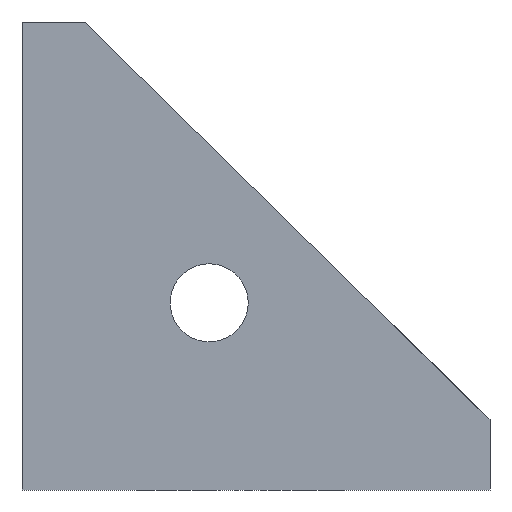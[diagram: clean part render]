
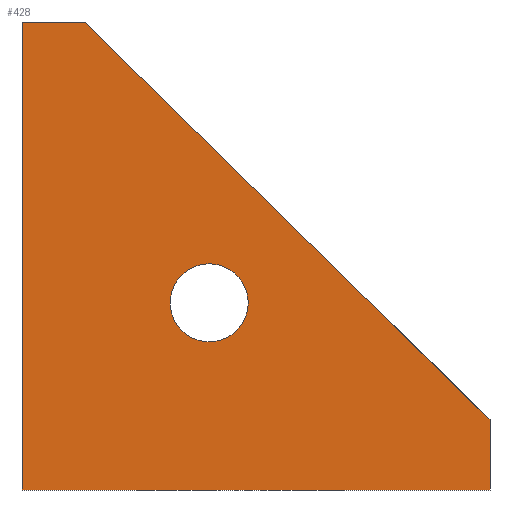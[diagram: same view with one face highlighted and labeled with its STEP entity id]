
A CAD part, left-side view. The second image highlights one B-rep face of the part: STEP entity #428.
In plain terms, the highlighted planar face has unit normal (-1, 0, 0).
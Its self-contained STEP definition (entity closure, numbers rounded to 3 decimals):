
#24=FACE_BOUND('',#95,.T.);
#41=PLANE('',#474);
#63=FACE_OUTER_BOUND('',#94,.T.);
#94=EDGE_LOOP('',(#396,#397,#398,#399,#400));
#95=EDGE_LOOP('',(#401));
#102=LINE('',#615,#148);
#128=LINE('',#671,#174);
#134=LINE('',#687,#180);
#137=LINE('',#693,#183);
#140=LINE('',#698,#186);
#148=VECTOR('',#503,10.);
#174=VECTOR('',#553,10.);
#180=VECTOR('',#571,10.);
#183=VECTOR('',#576,10.);
#186=VECTOR('',#581,10.);
#196=CIRCLE('',#467,2.5);
#207=VERTEX_POINT('',#612);
#208=VERTEX_POINT('',#614);
#226=VERTEX_POINT('',#670);
#228=VERTEX_POINT('',#678);
#230=VERTEX_POINT('',#686);
#232=VERTEX_POINT('',#692);
#246=EDGE_CURVE('',#207,#208,#102,.T.);
#274=EDGE_CURVE('',#226,#208,#128,.T.);
#279=EDGE_CURVE('',#228,#228,#196,.T.);
#282=EDGE_CURVE('',#230,#207,#134,.T.);
#285=EDGE_CURVE('',#232,#230,#137,.T.);
#288=EDGE_CURVE('',#232,#226,#140,.T.);
#396=ORIENTED_EDGE('',*,*,#288,.T.);
#397=ORIENTED_EDGE('',*,*,#274,.T.);
#398=ORIENTED_EDGE('',*,*,#246,.F.);
#399=ORIENTED_EDGE('',*,*,#282,.F.);
#400=ORIENTED_EDGE('',*,*,#285,.F.);
#401=ORIENTED_EDGE('',*,*,#279,.F.);
#428=ADVANCED_FACE('',(#63,#24),#41,.F.);
#467=AXIS2_PLACEMENT_3D('',#680,#562,#563);
#474=AXIS2_PLACEMENT_3D('',#701,#585,#586);
#503=DIRECTION('',(0.,-1.,0.));
#553=DIRECTION('',(0.,0.714,0.7));
#562=DIRECTION('center_axis',(-1.,0.,0.));
#563=DIRECTION('ref_axis',(0.,1.,0.));
#571=DIRECTION('',(0.,0.,1.));
#576=DIRECTION('',(0.,1.,0.));
#581=DIRECTION('',(0.,0.,1.));
#585=DIRECTION('center_axis',(1.,0.,0.));
#586=DIRECTION('ref_axis',(0.,1.,0.));
#612=CARTESIAN_POINT('',(0.,30.,30.));
#614=CARTESIAN_POINT('',(0.,26.,30.));
#615=CARTESIAN_POINT('',(0.,30.,30.));
#670=CARTESIAN_POINT('',(0.,0.,4.5));
#671=CARTESIAN_POINT('',(0.,0.,4.5));
#678=CARTESIAN_POINT('',(0.,15.5,12.));
#680=CARTESIAN_POINT('Origin',(0.,18.,12.));
#686=CARTESIAN_POINT('',(0.,30.,0.));
#687=CARTESIAN_POINT('',(0.,30.,0.));
#692=CARTESIAN_POINT('',(0.,0.,0.));
#693=CARTESIAN_POINT('',(0.,0.,0.));
#698=CARTESIAN_POINT('',(0.,0.,0.));
#701=CARTESIAN_POINT('Origin',(0.,15.,15.));
